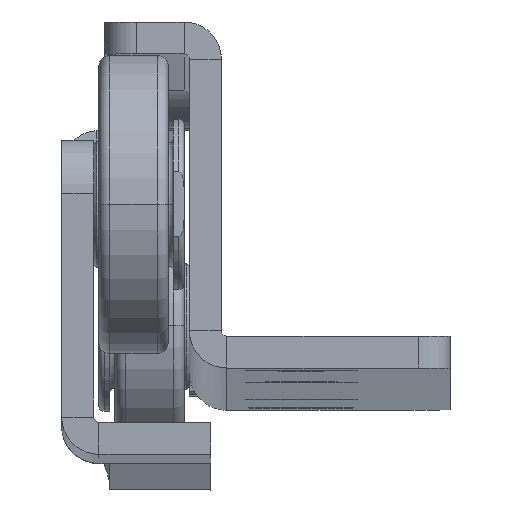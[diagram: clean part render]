
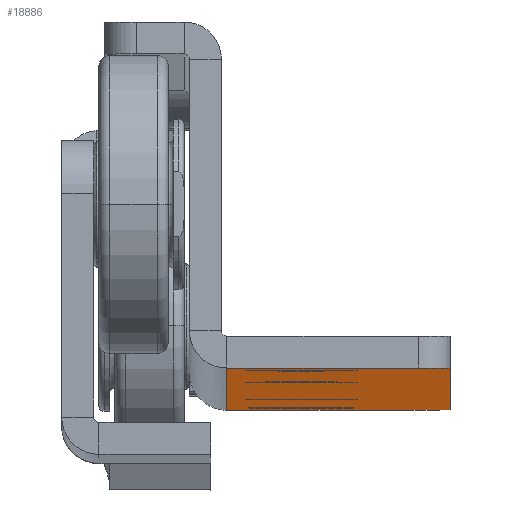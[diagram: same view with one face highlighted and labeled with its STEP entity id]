
A CAD part, top view. The second image highlights one B-rep face of the part: STEP entity #18886.
In plain terms, the highlighted face is planar.
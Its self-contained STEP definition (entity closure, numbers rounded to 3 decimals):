
#156 = DIRECTION ( 'NONE',  ( -1., 0., 0. ) ) ;
#384 = AXIS2_PLACEMENT_3D ( 'NONE', #53638, #14831, #28378 ) ;
#441 = EDGE_CURVE ( 'NONE', #28046, #29139, #26909, .T. ) ;
#880 = CIRCLE ( 'NONE', #6115, 5. ) ;
#1179 = EDGE_CURVE ( 'NONE', #14904, #30736, #17263, .T. ) ;
#1856 = CIRCLE ( 'NONE', #24827, 5.25 ) ;
#2480 = ORIENTED_EDGE ( 'NONE', *, *, #53772, .F. ) ;
#3013 = CARTESIAN_POINT ( 'NONE',  ( 19.702, -9.5, 30. ) ) ;
#3846 = EDGE_CURVE ( 'NONE', #43103, #22275, #34936, .T. ) ;
#4025 = AXIS2_PLACEMENT_3D ( 'NONE', #9157, #30500, #34375 ) ;
#4322 = DIRECTION ( 'NONE',  ( 1., 0., 0. ) ) ;
#4388 = DIRECTION ( 'NONE',  ( -1., 0., 0. ) ) ;
#4742 = VERTEX_POINT ( 'NONE', #3013 ) ;
#5271 = EDGE_LOOP ( 'NONE', ( #26650, #27913 ) ) ;
#5542 = ORIENTED_EDGE ( 'NONE', *, *, #36360, .T. ) ;
#5693 = ORIENTED_EDGE ( 'NONE', *, *, #3846, .T. ) ;
#6115 = AXIS2_PLACEMENT_3D ( 'NONE', #43812, #47715, #26626 ) ;
#6849 = EDGE_LOOP ( 'NONE', ( #31803, #54250 ) ) ;
#7013 = EDGE_CURVE ( 'NONE', #24118, #22275, #21216, .T. ) ;
#9157 = CARTESIAN_POINT ( 'NONE',  ( 10.5, -9.5, 472. ) ) ;
#9964 = FACE_BOUND ( 'NONE', #31376, .T. ) ;
#10621 = ORIENTED_EDGE ( 'NONE', *, *, #37819, .F. ) ;
#11582 = DIRECTION ( 'NONE',  ( 1., 0., 0. ) ) ;
#12650 = ORIENTED_EDGE ( 'NONE', *, *, #23116, .T. ) ;
#13871 = VECTOR ( 'NONE', #51463, 1000. ) ;
#14147 = FACE_BOUND ( 'NONE', #44039, .T. ) ;
#14671 = DIRECTION ( 'NONE',  ( -1., 0., 0. ) ) ;
#14831 = DIRECTION ( 'NONE',  ( 0., 1., 0. ) ) ;
#14837 = VERTEX_POINT ( 'NONE', #20594 ) ;
#14904 = VERTEX_POINT ( 'NONE', #29722 ) ;
#15793 = DIRECTION ( 'NONE',  ( 0., 1., 0. ) ) ;
#16185 = CARTESIAN_POINT ( 'NONE',  ( 5.25, -9.5, 344. ) ) ;
#16607 = CARTESIAN_POINT ( 'NONE',  ( 5.25, -9.5, 56. ) ) ;
#17204 = AXIS2_PLACEMENT_3D ( 'NONE', #47446, #35693, #14671 ) ;
#17263 = CIRCLE ( 'NONE', #40216, 5.25 ) ;
#17631 = LINE ( 'NONE', #39486, #13871 ) ;
#17732 = DIRECTION ( 'NONE',  ( 0., 1., 0. ) ) ;
#18212 = CARTESIAN_POINT ( 'NONE',  ( 5.25, -9.5, 152. ) ) ;
#18225 = DIRECTION ( 'NONE',  ( 0., 1., 0. ) ) ;
#18298 = FACE_BOUND ( 'NONE', #6849, .T. ) ;
#18886 = ADVANCED_FACE ( 'NONE', ( #18298, #52115, #14147, #9964, #26849 ), #28506, .F. ) ;
#20594 = CARTESIAN_POINT ( 'NONE',  ( 24.5, -9.5, 33.594 ) ) ;
#20711 = ORIENTED_EDGE ( 'NONE', *, *, #7013, .F. ) ;
#21043 = EDGE_LOOP ( 'NONE', ( #10621, #5542, #27148, #2480, #38053, #5693, #20711 ) ) ;
#21154 = CARTESIAN_POINT ( 'NONE',  ( 10.5, -9.5, 344. ) ) ;
#21216 = LINE ( 'NONE', #46707, #53920 ) ;
#21785 = EDGE_CURVE ( 'NONE', #4742, #14837, #880, .T. ) ;
#22275 = VERTEX_POINT ( 'NONE', #45925 ) ;
#23116 = EDGE_CURVE ( 'NONE', #44883, #47042, #1856, .T. ) ;
#23398 = EDGE_CURVE ( 'NONE', #47042, #44883, #35446, .T. ) ;
#23512 = CIRCLE ( 'NONE', #4025, 5.25 ) ;
#23526 = CARTESIAN_POINT ( 'NONE',  ( 24.486, -9.5, 497.314 ) ) ;
#24118 = VERTEX_POINT ( 'NONE', #50738 ) ;
#24827 = AXIS2_PLACEMENT_3D ( 'NONE', #42314, #18225, #4388 ) ;
#25769 = CARTESIAN_POINT ( 'NONE',  ( 3.5, -9.5, 500. ) ) ;
#25775 = AXIS2_PLACEMENT_3D ( 'NONE', #46558, #17732, #47094 ) ;
#26569 = CARTESIAN_POINT ( 'NONE',  ( 15.75, -9.5, 472. ) ) ;
#26626 = DIRECTION ( 'NONE',  ( 0., 0., 1. ) ) ;
#26650 = ORIENTED_EDGE ( 'NONE', *, *, #47101, .T. ) ;
#26849 = FACE_OUTER_BOUND ( 'NONE', #21043, .T. ) ;
#26909 = CIRCLE ( 'NONE', #17204, 5.25 ) ;
#27148 = ORIENTED_EDGE ( 'NONE', *, *, #21785, .T. ) ;
#27258 = DIRECTION ( 'NONE',  ( 0., 1., 0. ) ) ;
#27913 = ORIENTED_EDGE ( 'NONE', *, *, #441, .T. ) ;
#28046 = VERTEX_POINT ( 'NONE', #16185 ) ;
#28206 = DIRECTION ( 'NONE',  ( -0.105, 0., 0.995 ) ) ;
#28378 = DIRECTION ( 'NONE',  ( -1., 0., 0. ) ) ;
#28506 = PLANE ( 'NONE',  #53564 ) ;
#29139 = VERTEX_POINT ( 'NONE', #30899 ) ;
#29722 = CARTESIAN_POINT ( 'NONE',  ( 15.75, -9.5, 56. ) ) ;
#30500 = DIRECTION ( 'NONE',  ( 0., 1., 0. ) ) ;
#30736 = VERTEX_POINT ( 'NONE', #16607 ) ;
#30899 = CARTESIAN_POINT ( 'NONE',  ( 15.75, -9.5, 344. ) ) ;
#31376 = EDGE_LOOP ( 'NONE', ( #53855, #32711 ) ) ;
#31803 = ORIENTED_EDGE ( 'NONE', *, *, #35908, .T. ) ;
#32086 = VERTEX_POINT ( 'NONE', #26569 ) ;
#32634 = CARTESIAN_POINT ( 'NONE',  ( 24.5, -9.5, 30. ) ) ;
#32709 = VERTEX_POINT ( 'NONE', #48617 ) ;
#32711 = ORIENTED_EDGE ( 'NONE', *, *, #45410, .T. ) ;
#33616 = VECTOR ( 'NONE', #28206, 1000. ) ;
#34279 = EDGE_CURVE ( 'NONE', #44240, #32086, #34789, .T. ) ;
#34375 = DIRECTION ( 'NONE',  ( -1., 0., 0. ) ) ;
#34789 = CIRCLE ( 'NONE', #384, 5.25 ) ;
#34936 = CIRCLE ( 'NONE', #42012, 3. ) ;
#35008 = DIRECTION ( 'NONE',  ( -1., 0., 0. ) ) ;
#35272 = DIRECTION ( 'NONE',  ( 0., 1., 0. ) ) ;
#35337 = CARTESIAN_POINT ( 'NONE',  ( 24.5, -9.5, 497.182 ) ) ;
#35446 = CIRCLE ( 'NONE', #49626, 5.25 ) ;
#35693 = DIRECTION ( 'NONE',  ( 0., 1., 0. ) ) ;
#35908 = EDGE_CURVE ( 'NONE', #32086, #44240, #23512, .T. ) ;
#36360 = EDGE_CURVE ( 'NONE', #32709, #4742, #38119, .T. ) ;
#36414 = ORIENTED_EDGE ( 'NONE', *, *, #23398, .T. ) ;
#36475 = DIRECTION ( 'NONE',  ( 0., -1., 0. ) ) ;
#37819 = EDGE_CURVE ( 'NONE', #32709, #24118, #47083, .T. ) ;
#38022 = DIRECTION ( 'NONE',  ( 0., 1., 0. ) ) ;
#38053 = ORIENTED_EDGE ( 'NONE', *, *, #44686, .T. ) ;
#38119 = LINE ( 'NONE', #32634, #42076 ) ;
#39486 = CARTESIAN_POINT ( 'NONE',  ( 24.5, -9.5, 500. ) ) ;
#40216 = AXIS2_PLACEMENT_3D ( 'NONE', #43325, #35272, #35008 ) ;
#40721 = VERTEX_POINT ( 'NONE', #35337 ) ;
#40980 = CARTESIAN_POINT ( 'NONE',  ( 24.5, -9.5, 500. ) ) ;
#41679 = CIRCLE ( 'NONE', #43427, 5.25 ) ;
#42012 = AXIS2_PLACEMENT_3D ( 'NONE', #53966, #36475, #53419 ) ;
#42074 = VECTOR ( 'NONE', #51814, 1000. ) ;
#42076 = VECTOR ( 'NONE', #11582, 1000. ) ;
#42314 = CARTESIAN_POINT ( 'NONE',  ( 10.5, -9.5, 152. ) ) ;
#43103 = VERTEX_POINT ( 'NONE', #43952 ) ;
#43325 = CARTESIAN_POINT ( 'NONE',  ( 10.5, -9.5, 56. ) ) ;
#43427 = AXIS2_PLACEMENT_3D ( 'NONE', #21154, #38022, #156 ) ;
#43812 = CARTESIAN_POINT ( 'NONE',  ( 19.702, -9.5, 35. ) ) ;
#43952 = CARTESIAN_POINT ( 'NONE',  ( 24.486, -9.5, 497.314 ) ) ;
#44039 = EDGE_LOOP ( 'NONE', ( #36414, #12650 ) ) ;
#44240 = VERTEX_POINT ( 'NONE', #51436 ) ;
#44686 = EDGE_CURVE ( 'NONE', #40721, #43103, #53734, .T. ) ;
#44883 = VERTEX_POINT ( 'NONE', #18212 ) ;
#45410 = EDGE_CURVE ( 'NONE', #30736, #14904, #49642, .T. ) ;
#45412 = DIRECTION ( 'NONE',  ( 0., 0., -1. ) ) ;
#45925 = CARTESIAN_POINT ( 'NONE',  ( 21.502, -9.5, 500. ) ) ;
#46558 = CARTESIAN_POINT ( 'NONE',  ( 10.5, -9.5, 56. ) ) ;
#46707 = CARTESIAN_POINT ( 'NONE',  ( 24.5, -9.5, 500. ) ) ;
#47042 = VERTEX_POINT ( 'NONE', #49971 ) ;
#47083 = LINE ( 'NONE', #25769, #42074 ) ;
#47094 = DIRECTION ( 'NONE',  ( -1., 0., 0. ) ) ;
#47101 = EDGE_CURVE ( 'NONE', #29139, #28046, #41679, .T. ) ;
#47446 = CARTESIAN_POINT ( 'NONE',  ( 10.5, -9.5, 344. ) ) ;
#47715 = DIRECTION ( 'NONE',  ( 0., -1., 0. ) ) ;
#48615 = CARTESIAN_POINT ( 'NONE',  ( 10.5, -9.5, 152. ) ) ;
#48617 = CARTESIAN_POINT ( 'NONE',  ( 3.5, -9.5, 30. ) ) ;
#49626 = AXIS2_PLACEMENT_3D ( 'NONE', #48615, #27258, #52795 ) ;
#49642 = CIRCLE ( 'NONE', #25775, 5.25 ) ;
#49971 = CARTESIAN_POINT ( 'NONE',  ( 15.75, -9.5, 152. ) ) ;
#50738 = CARTESIAN_POINT ( 'NONE',  ( 3.5, -9.5, 500. ) ) ;
#51436 = CARTESIAN_POINT ( 'NONE',  ( 5.25, -9.5, 472. ) ) ;
#51463 = DIRECTION ( 'NONE',  ( 0., 0., -1. ) ) ;
#51814 = DIRECTION ( 'NONE',  ( 0., 0., 1. ) ) ;
#52115 = FACE_BOUND ( 'NONE', #5271, .T. ) ;
#52795 = DIRECTION ( 'NONE',  ( -1., 0., 0. ) ) ;
#53419 = DIRECTION ( 'NONE',  ( 0., 0., 1. ) ) ;
#53564 = AXIS2_PLACEMENT_3D ( 'NONE', #40980, #15793, #45412 ) ;
#53638 = CARTESIAN_POINT ( 'NONE',  ( 10.5, -9.5, 472. ) ) ;
#53734 = LINE ( 'NONE', #23526, #33616 ) ;
#53772 = EDGE_CURVE ( 'NONE', #40721, #14837, #17631, .T. ) ;
#53855 = ORIENTED_EDGE ( 'NONE', *, *, #1179, .T. ) ;
#53920 = VECTOR ( 'NONE', #4322, 1000. ) ;
#53966 = CARTESIAN_POINT ( 'NONE',  ( 21.502, -9.5, 497. ) ) ;
#54250 = ORIENTED_EDGE ( 'NONE', *, *, #34279, .T. ) ;
